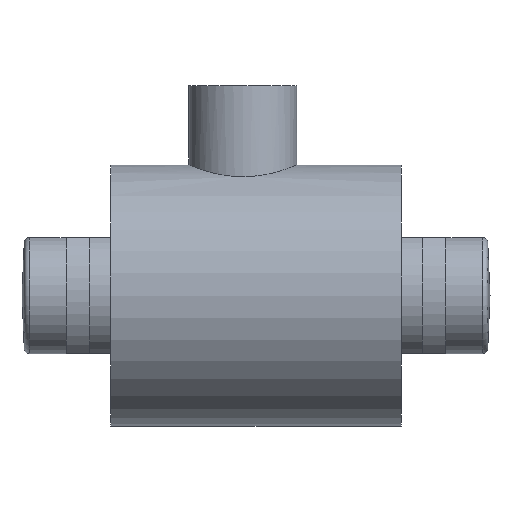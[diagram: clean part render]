
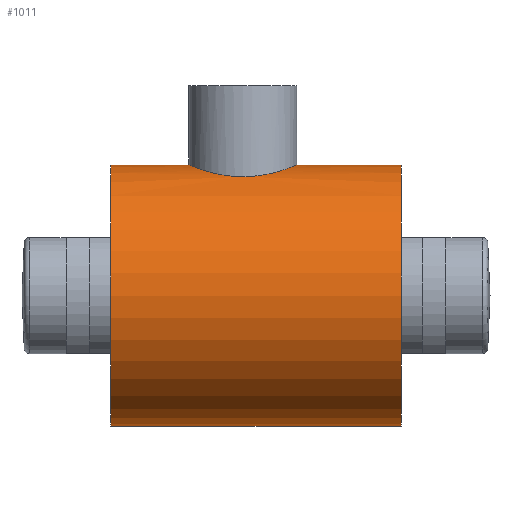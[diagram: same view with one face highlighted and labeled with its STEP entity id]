
A CAD part, left-side view. The second image highlights one B-rep face of the part: STEP entity #1011.
In plain terms, the highlighted cylindrical face has radius 49.5 mm (diameter 99 mm), a full revolution.
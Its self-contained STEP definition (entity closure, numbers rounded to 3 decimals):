
#21=B_SPLINE_CURVE_WITH_KNOTS('',3,(#1809,#1810,#1811,#1812,#1813,#1814,
#1815,#1816,#1817,#1818,#1819,#1820,#1821,#1822,#1823,#1824,#1825,#1826,
#1827,#1828,#1829,#1830,#1831,#1832,#1833,#1834,#1835,#1836,#1837,#1838,
#1839,#1840,#1841,#1842,#1843,#1844,#1845,#1846,#1847,#1848,#1849,#1850,
#1851,#1852,#1853,#1854,#1855,#1856,#1857,#1858,#1859,#1860,#1861,#1862,
#1863,#1864,#1865,#1866,#1867,#1868,#1869,#1870,#1871,#1872,#1873,#1874),
 .UNSPECIFIED.,.T.,.F.,(4,2,2,2,2,2,2,2,2,2,2,2,2,2,2,2,2,2,2,2,2,2,2,2,
2,2,2,2,2,2,2,2,4),(0.,0.392,0.783,1.175,
1.566,1.957,2.348,2.739,3.13,
3.521,3.912,4.303,4.694,5.086,
5.477,5.869,6.26,6.652,7.043,
7.435,7.826,8.218,8.609,9.,
9.391,9.782,10.173,10.564,10.955,
11.346,11.738,12.129,12.521),
 .UNSPECIFIED.);
#40=FACE_BOUND('',#199,.T.);
#130=FACE_OUTER_BOUND('',#198,.T.);
#198=EDGE_LOOP('',(#912,#913,#914,#915,#916,#917));
#199=EDGE_LOOP('',(#918));
#287=LINE('',#1884,#370);
#370=VECTOR('',#1436,49.5);
#381=CIRCLE('',#1071,49.5);
#382=CIRCLE('',#1072,49.5);
#408=CIRCLE('',#1114,49.5);
#409=CIRCLE('',#1115,49.5);
#494=VERTEX_POINT('',#1671);
#495=VERTEX_POINT('',#1672);
#504=VERTEX_POINT('',#1726);
#505=VERTEX_POINT('',#1727);
#515=VERTEX_POINT('',#1807);
#606=EDGE_CURVE('',#494,#495,#381,.T.);
#607=EDGE_CURVE('',#495,#494,#382,.T.);
#635=EDGE_CURVE('',#504,#505,#408,.T.);
#636=EDGE_CURVE('',#505,#504,#409,.T.);
#650=EDGE_CURVE('',#515,#515,#21,.T.);
#654=EDGE_CURVE('',#505,#495,#287,.T.);
#912=ORIENTED_EDGE('',*,*,#635,.F.);
#913=ORIENTED_EDGE('',*,*,#636,.F.);
#914=ORIENTED_EDGE('',*,*,#654,.T.);
#915=ORIENTED_EDGE('',*,*,#607,.T.);
#916=ORIENTED_EDGE('',*,*,#606,.T.);
#917=ORIENTED_EDGE('',*,*,#654,.F.);
#918=ORIENTED_EDGE('',*,*,#650,.T.);
#955=CYLINDRICAL_SURFACE('',#1134,49.5);
#1011=ADVANCED_FACE('',(#130,#40),#955,.T.);
#1071=AXIS2_PLACEMENT_3D('',#1673,#1302,#1303);
#1072=AXIS2_PLACEMENT_3D('',#1674,#1304,#1305);
#1114=AXIS2_PLACEMENT_3D('',#1728,#1390,#1391);
#1115=AXIS2_PLACEMENT_3D('',#1729,#1392,#1393);
#1134=AXIS2_PLACEMENT_3D('',#1883,#1434,#1435);
#1302=DIRECTION('center_axis',(0.,-1.,0.));
#1303=DIRECTION('ref_axis',(1.,0.,0.));
#1304=DIRECTION('center_axis',(0.,-1.,0.));
#1305=DIRECTION('ref_axis',(1.,0.,0.));
#1390=DIRECTION('center_axis',(0.,-1.,0.));
#1391=DIRECTION('ref_axis',(1.,0.,0.));
#1392=DIRECTION('center_axis',(0.,-1.,0.));
#1393=DIRECTION('ref_axis',(1.,0.,0.));
#1434=DIRECTION('center_axis',(0.,-1.,0.));
#1435=DIRECTION('ref_axis',(1.,0.,0.));
#1436=DIRECTION('',(0.,1.,0.));
#1671=CARTESIAN_POINT('',(0.,144.,-49.5));
#1672=CARTESIAN_POINT('',(-49.5,144.,0.));
#1673=CARTESIAN_POINT('Origin',(0.,144.,0.));
#1674=CARTESIAN_POINT('Origin',(0.,144.,0.));
#1726=CARTESIAN_POINT('',(0.,34.,-49.5));
#1727=CARTESIAN_POINT('',(-49.5,34.,0.));
#1728=CARTESIAN_POINT('Origin',(0.,34.,0.));
#1729=CARTESIAN_POINT('Origin',(0.,34.,0.));
#1807=CARTESIAN_POINT('',(-20.5,94.,45.056));
#1809=CARTESIAN_POINT('Ctrl Pts',(-20.5,94.,45.056));
#1810=CARTESIAN_POINT('Ctrl Pts',(-20.5,95.305,45.056));
#1811=CARTESIAN_POINT('Ctrl Pts',(-20.373,96.649,45.114));
#1812=CARTESIAN_POINT('Ctrl Pts',(-19.847,99.31,45.348));
#1813=CARTESIAN_POINT('Ctrl Pts',(-19.447,100.629,45.524));
#1814=CARTESIAN_POINT('Ctrl Pts',(-18.396,103.148,45.958));
#1815=CARTESIAN_POINT('Ctrl Pts',(-17.745,104.352,46.217));
#1816=CARTESIAN_POINT('Ctrl Pts',(-16.246,106.575,46.765));
#1817=CARTESIAN_POINT('Ctrl Pts',(-15.398,107.594,47.054));
#1818=CARTESIAN_POINT('Ctrl Pts',(-13.595,109.397,47.606));
#1819=CARTESIAN_POINT('Ctrl Pts',(-12.576,110.244,47.889));
#1820=CARTESIAN_POINT('Ctrl Pts',(-10.353,111.744,48.419));
#1821=CARTESIAN_POINT('Ctrl Pts',(-9.149,112.396,48.664));
#1822=CARTESIAN_POINT('Ctrl Pts',(-6.628,113.447,49.071));
#1823=CARTESIAN_POINT('Ctrl Pts',(-5.309,113.847,49.233));
#1824=CARTESIAN_POINT('Ctrl Pts',(-2.647,114.374,49.447));
#1825=CARTESIAN_POINT('Ctrl Pts',(-1.303,114.5,49.5));
#1826=CARTESIAN_POINT('Ctrl Pts',(1.303,114.5,49.5));
#1827=CARTESIAN_POINT('Ctrl Pts',(2.647,114.374,49.447));
#1828=CARTESIAN_POINT('Ctrl Pts',(5.309,113.847,49.233));
#1829=CARTESIAN_POINT('Ctrl Pts',(6.628,113.447,49.071));
#1830=CARTESIAN_POINT('Ctrl Pts',(9.149,112.396,48.664));
#1831=CARTESIAN_POINT('Ctrl Pts',(10.353,111.744,48.419));
#1832=CARTESIAN_POINT('Ctrl Pts',(12.576,110.244,47.889));
#1833=CARTESIAN_POINT('Ctrl Pts',(13.595,109.397,47.606));
#1834=CARTESIAN_POINT('Ctrl Pts',(15.398,107.594,47.054));
#1835=CARTESIAN_POINT('Ctrl Pts',(16.246,106.575,46.765));
#1836=CARTESIAN_POINT('Ctrl Pts',(17.745,104.352,46.217));
#1837=CARTESIAN_POINT('Ctrl Pts',(18.396,103.148,45.958));
#1838=CARTESIAN_POINT('Ctrl Pts',(19.447,100.629,45.524));
#1839=CARTESIAN_POINT('Ctrl Pts',(19.847,99.31,45.348));
#1840=CARTESIAN_POINT('Ctrl Pts',(20.373,96.649,45.114));
#1841=CARTESIAN_POINT('Ctrl Pts',(20.5,95.305,45.056));
#1842=CARTESIAN_POINT('Ctrl Pts',(20.5,92.695,45.056));
#1843=CARTESIAN_POINT('Ctrl Pts',(20.373,91.351,45.114));
#1844=CARTESIAN_POINT('Ctrl Pts',(19.847,88.69,45.348));
#1845=CARTESIAN_POINT('Ctrl Pts',(19.447,87.371,45.524));
#1846=CARTESIAN_POINT('Ctrl Pts',(18.396,84.852,45.958));
#1847=CARTESIAN_POINT('Ctrl Pts',(17.745,83.648,46.217));
#1848=CARTESIAN_POINT('Ctrl Pts',(16.246,81.425,46.765));
#1849=CARTESIAN_POINT('Ctrl Pts',(15.398,80.406,47.054));
#1850=CARTESIAN_POINT('Ctrl Pts',(13.595,78.603,47.606));
#1851=CARTESIAN_POINT('Ctrl Pts',(12.576,77.756,47.889));
#1852=CARTESIAN_POINT('Ctrl Pts',(10.353,76.256,48.419));
#1853=CARTESIAN_POINT('Ctrl Pts',(9.149,75.604,48.664));
#1854=CARTESIAN_POINT('Ctrl Pts',(6.628,74.553,49.071));
#1855=CARTESIAN_POINT('Ctrl Pts',(5.309,74.153,49.233));
#1856=CARTESIAN_POINT('Ctrl Pts',(2.647,73.626,49.447));
#1857=CARTESIAN_POINT('Ctrl Pts',(1.303,73.5,49.5));
#1858=CARTESIAN_POINT('Ctrl Pts',(-1.303,73.5,49.5));
#1859=CARTESIAN_POINT('Ctrl Pts',(-2.647,73.626,49.447));
#1860=CARTESIAN_POINT('Ctrl Pts',(-5.309,74.153,49.233));
#1861=CARTESIAN_POINT('Ctrl Pts',(-6.628,74.553,49.071));
#1862=CARTESIAN_POINT('Ctrl Pts',(-9.149,75.604,48.664));
#1863=CARTESIAN_POINT('Ctrl Pts',(-10.353,76.256,48.419));
#1864=CARTESIAN_POINT('Ctrl Pts',(-12.576,77.756,47.889));
#1865=CARTESIAN_POINT('Ctrl Pts',(-13.595,78.603,47.606));
#1866=CARTESIAN_POINT('Ctrl Pts',(-15.398,80.406,47.054));
#1867=CARTESIAN_POINT('Ctrl Pts',(-16.246,81.425,46.765));
#1868=CARTESIAN_POINT('Ctrl Pts',(-17.745,83.648,46.217));
#1869=CARTESIAN_POINT('Ctrl Pts',(-18.396,84.852,45.958));
#1870=CARTESIAN_POINT('Ctrl Pts',(-19.447,87.371,45.524));
#1871=CARTESIAN_POINT('Ctrl Pts',(-19.847,88.69,45.348));
#1872=CARTESIAN_POINT('Ctrl Pts',(-20.373,91.351,45.114));
#1873=CARTESIAN_POINT('Ctrl Pts',(-20.5,92.695,45.056));
#1874=CARTESIAN_POINT('Ctrl Pts',(-20.5,94.,45.056));
#1883=CARTESIAN_POINT('Origin',(0.,89.,0.));
#1884=CARTESIAN_POINT('',(-49.5,89.,0.));
